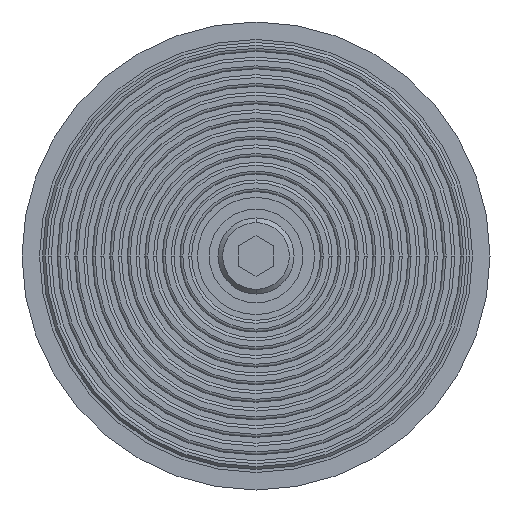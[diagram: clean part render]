
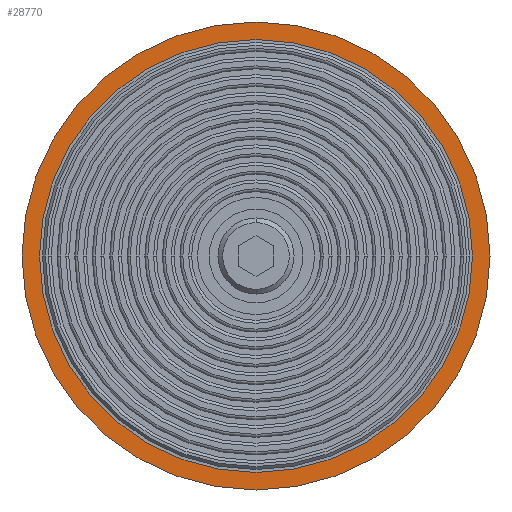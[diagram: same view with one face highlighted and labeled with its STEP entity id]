
A CAD part, front view. The second image highlights one B-rep face of the part: STEP entity #28770.
In plain terms, the highlighted planar face has unit normal (0, -1, 0).
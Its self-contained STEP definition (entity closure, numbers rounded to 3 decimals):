
#28420=CARTESIAN_POINT('',(15.,-2.,0.));
#28430=DIRECTION('',(-0.,1.,0.));
#28440=DIRECTION('',(1.,0.,0.));
#28450=AXIS2_PLACEMENT_3D('',#28420,#28430,#28440);
#28460=PLANE('',#28450);
#28470=CARTESIAN_POINT('',(0.,-2.,0.));
#28480=DIRECTION('',(0.,-1.,0.));
#28490=DIRECTION('',(1.,0.,0.));
#28500=AXIS2_PLACEMENT_3D('',#28470,#28480,#28490);
#28510=CIRCLE('',#28500,37.);
#28520=CARTESIAN_POINT('',(37.,-2.,0.));
#28530=VERTEX_POINT('',#28520);
#28540=CARTESIAN_POINT('',(-37.,-2.,0.));
#28550=VERTEX_POINT('',#28540);
#28560=EDGE_CURVE('',#28530,#28550,#28510,.T.);
#28570=ORIENTED_EDGE('',*,*,#28560,.F.);
#28580=EDGE_CURVE('',#28550,#28530,#28510,.T.);
#28590=ORIENTED_EDGE('',*,*,#28580,.F.);
#28600=EDGE_LOOP('',(#28590,#28570));
#28610=FACE_BOUND('',#28600,.T.);
#28620=CARTESIAN_POINT('',(0.,-2.,0.));
#28630=DIRECTION('',(0.,1.,0.));
#28640=DIRECTION('',(1.,0.,0.));
#28650=AXIS2_PLACEMENT_3D('',#28620,#28630,#28640);
#28660=CIRCLE('',#28650,40.);
#28670=CARTESIAN_POINT('',(40.,-2.,0.));
#28680=VERTEX_POINT('',#28670);
#28690=CARTESIAN_POINT('',(-40.,-2.,0.));
#28700=VERTEX_POINT('',#28690);
#28710=EDGE_CURVE('',#28680,#28700,#28660,.T.);
#28720=ORIENTED_EDGE('',*,*,#28710,.F.);
#28730=EDGE_CURVE('',#28700,#28680,#28660,.T.);
#28740=ORIENTED_EDGE('',*,*,#28730,.F.);
#28750=EDGE_LOOP('',(#28740,#28720));
#28760=FACE_OUTER_BOUND('',#28750,.T.);
#28770=ADVANCED_FACE('',(#28610,#28760),#28460,.F.);
